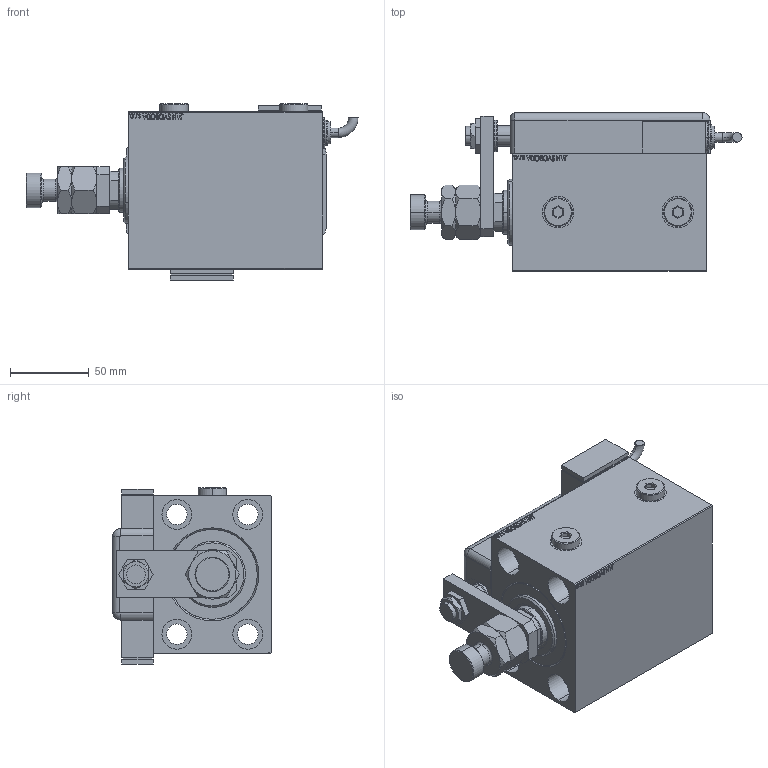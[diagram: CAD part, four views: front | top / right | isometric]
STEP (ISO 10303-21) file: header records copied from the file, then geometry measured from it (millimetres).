
FILE_DESCRIPTION (( 'STEP AP203' ), '1' );
FILE_NAME ('c497.STEP', '2024-12-08T09:29:05', ( '' ), ( '' ), 'SwSTEP 2.0', 'SolidWorks 2019', '' );
FILE_SCHEMA (( 'CONFIG_CONTROL_DESIGN' ));
Length unit declared in the file: millimetre
Products named in the file (15): Zatka_OIL_PORT 3a6f035b70e23460ed58f577e4eeaff6; SWITCH_Q_FRONT_BACK 3a6f035b70e23460ed58f577e4eeaff6; KRYT 3a6f035b70e23460ed58f577e4eeaff6; TYC 3a6f035b70e23460ed58f577e4eeaff6; NUT_D13 3a6f035b70e23460ed58f577e4eeaff6; SWITCH DIM A_G 3a6f035b70e23460ed58f577e4eeaff6; NUT_D19 3a6f035b70e23460ed58f577e4eeaff6; ZARAZKA_Q 3a6f035b70e23460ed58f577e4eeaff6; MAGNETIC SWITCH Q 3a6f035b70e23460ed58f577e4eeaff6; Q_T_W_MFA 3a6f035b70e23460ed58f577e4eeaff6; SWITCH Q 3a6f035b70e23460ed58f577e4eeaff6; V450CM_C_Body 3a6f035b70e23460ed58f577e4eeaff6; V450CM_C_VCP 3a6f035b70e23460ed58f577e4eeaff6; V450CM_VC_B 3a6f035b70e23460ed58f577e4eeaff6; c497
Assembly tree (16 placements, depth 3):
  c497
    V450CM_C_Body 3a6f035b70e23460ed58f577e4eeaff6
    V450CM_C_VCP 3a6f035b70e23460ed58f577e4eeaff6
    V450CM_VC_B 3a6f035b70e23460ed58f577e4eeaff6
    MAGNETIC SWITCH Q 3a6f035b70e23460ed58f577e4eeaff6
      SWITCH_Q_FRONT_BACK 3a6f035b70e23460ed58f577e4eeaff6
      TYC 3a6f035b70e23460ed58f577e4eeaff6
      ZARAZKA_Q 3a6f035b70e23460ed58f577e4eeaff6
      SWITCH DIM A_G 3a6f035b70e23460ed58f577e4eeaff6
      NUT_D19 3a6f035b70e23460ed58f577e4eeaff6
      NUT_D13 3a6f035b70e23460ed58f577e4eeaff6
      KRYT 3a6f035b70e23460ed58f577e4eeaff6
      SWITCH Q 3a6f035b70e23460ed58f577e4eeaff6  x2
    Q_T_W_MFA 3a6f035b70e23460ed58f577e4eeaff6
    Zatka_OIL_PORT 3a6f035b70e23460ed58f577e4eeaff6  x2
Bounding box: 210.76 x 100.8 x 111.9 mm (x, y, z)
Volume: 947604.3 mm3; surface area: 193514.1 mm2
Topology: 16 solids, 16 shells, 1355 faces, 3392 edges, 2221 vertices
Faces by surface type: plane 665, bspline 471, cylinder 137, cone 54, torus 26, sphere 2
Entity records: 62775 total; most frequent: CARTESIAN_POINT 33074, ORIENTED_EDGE 6508, DIRECTION 4262, EDGE_CURVE 3254, VERTEX_POINT 2137, LINE 1896, VECTOR 1896, EDGE_LOOP 1479
